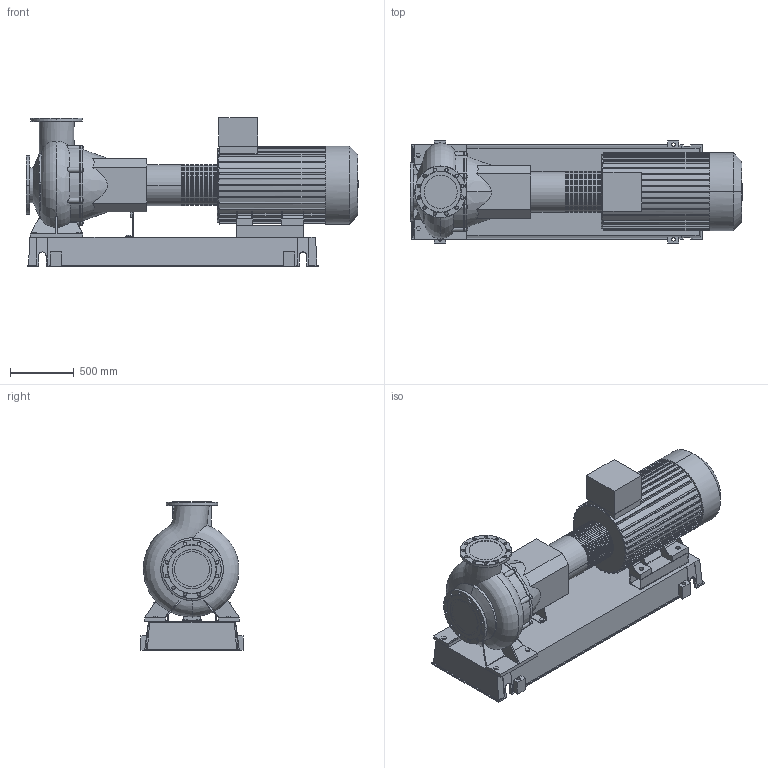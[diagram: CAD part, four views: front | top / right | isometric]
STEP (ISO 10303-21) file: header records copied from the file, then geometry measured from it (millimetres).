
FILE_DESCRIPTION((''),'2;1');
FILE_NAME('3d_NLG250_400-200_4-4452623.stp','2013-10-24T10:30:43',(''),(''),'Mechanical Desktop 2009','Mechanical Desktop 2009',', , ');
FILE_SCHEMA(('CONFIG_CONTROL_DESIGN'));
Length unit declared in the file: millimetre
Products named in the file (1): Product
Bounding box: 2602.5 x 800 x 1167 mm (x, y, z)
Volume: 645715688.3 mm3; surface area: 15292796 mm2
Topology: 12 solids, 12 shells, 860 faces, 2257 edges, 1480 vertices
Faces by surface type: plane 396, cylinder 229, bspline 209, torus 14, cone 12
Entity records: 32820 total; most frequent: CARTESIAN_POINT 11607, ORIENTED_EDGE 4516, DIRECTION 4145, EDGE_CURVE 2258, VERTEX_POINT 1480, VECTOR 1405, LINE 1405, AXIS2_PLACEMENT_3D 1370
